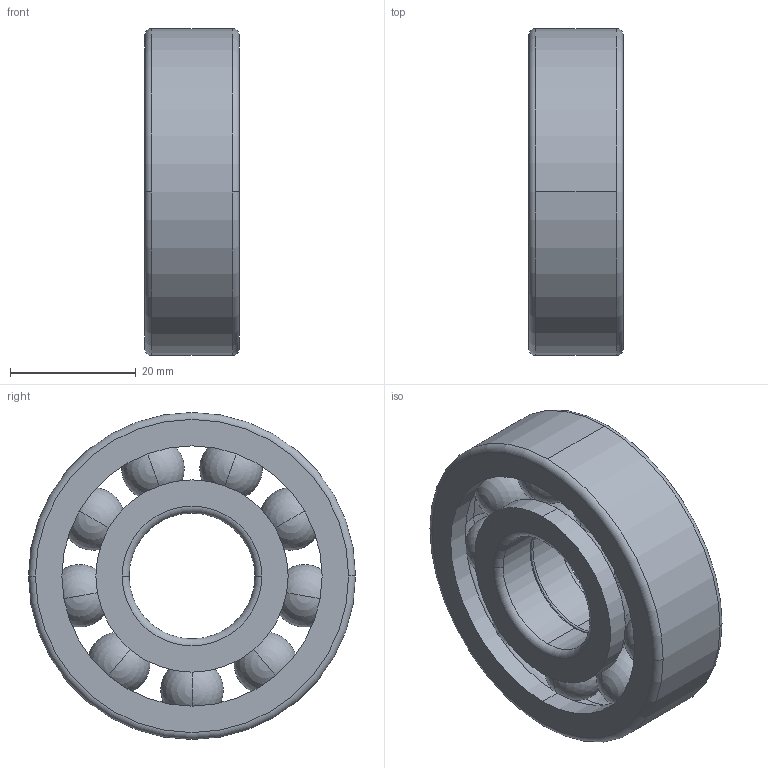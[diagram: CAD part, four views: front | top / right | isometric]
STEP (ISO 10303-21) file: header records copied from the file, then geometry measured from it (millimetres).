
FILE_DESCRIPTION(('STEP AP214'),'1');
FILE_NAME('inafag_qj304-xl-mpa_6ttis35p5mor8h10eg79ee0x1.stp','2017-06-23T02:54:28',('TraceParts'),('TraceParts S.A.'),'Spatial InterOp 3D',' ',' ');
FILE_SCHEMA(('automotive_design'));
Length unit declared in the file: millimetre
Products named in the file (12): inafag_qj304-xl-mpa_6ttis35p5mor8h10eg79ee0x1_1; inafag_qj304-xl-mpa_6ttis35p5mor8h10eg79ee0x1_2; inafag_qj304-xl-mpa_6ttis35p5mor8h10eg79ee0x1_3; inafag_qj304-xl-mpa_6ttis35p5mor8h10eg79ee0x1_4; inafag_qj304-xl-mpa_6ttis35p5mor8h10eg79ee0x1_5; inafag_qj304-xl-mpa_6ttis35p5mor8h10eg79ee0x1_6; inafag_qj304-xl-mpa_6ttis35p5mor8h10eg79ee0x1_7; inafag_qj304-xl-mpa_6ttis35p5mor8h10eg79ee0x1_8; inafag_qj304-xl-mpa_6ttis35p5mor8h10eg79ee0x1_9; inafag_qj304-xl-mpa_6ttis35p5mor8h10eg79ee0x1_10; inafag_qj304-xl-mpa_6ttis35p5mor8h10eg79ee0x1_11; inafag_qj304-xl-mpa_6ttis35p5mor8h10eg79ee0x1_12
Bounding box: 15 x 52 x 52 mm (x, y, z)
Volume: 19487.2 mm3; surface area: 12572.3 mm2
Topology: 12 solids, 12 shells, 58 faces, 171 edges, 101 vertices
Faces by surface type: torus 20, sphere 18, cylinder 14, plane 6
Entity records: 2441 total; most frequent: DIRECTION 396, CARTESIAN_POINT 306, ORIENTED_EDGE 270, AXIS2_PLACEMENT_3D 191, EDGE_CURVE 135, CIRCLE 121, VERTEX_POINT 101, EDGE_LOOP 64
